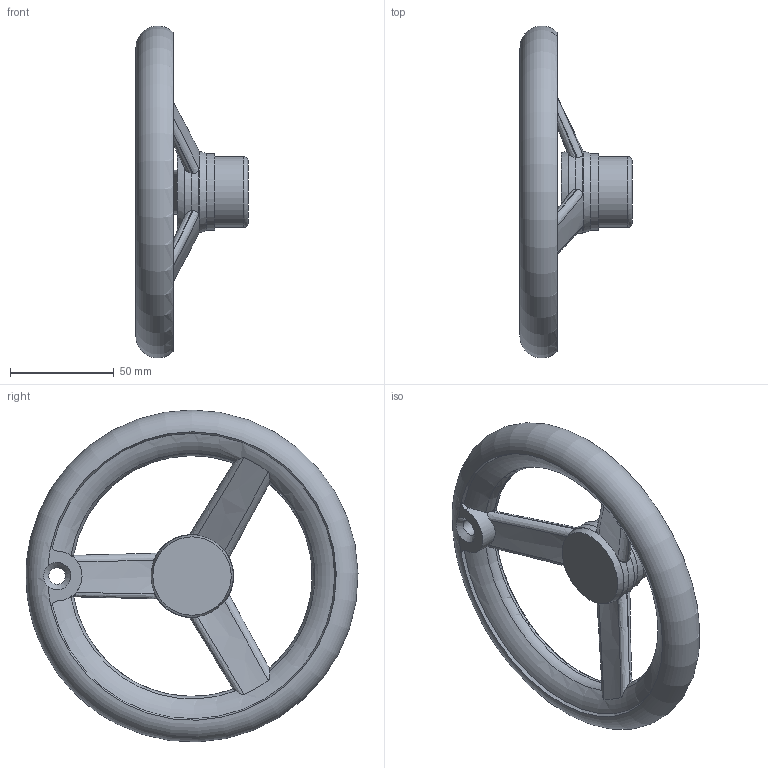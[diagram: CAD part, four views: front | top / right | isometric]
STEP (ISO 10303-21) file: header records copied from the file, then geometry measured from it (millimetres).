
FILE_DESCRIPTION(/* description */ (''),/* implementation_level */ '2;1');
FILE_NAME(/* name */ 'DI_160_N.dxf',/* time_stamp */ '2012-11-23T15:29:23+08:00',/* author */ (''),/* organization */ (''),/* preprocessor_version */ 'ST-DEVELOPER v9',/* originating_system */ 'UGS - NX 4.0',/* authorisation */ '');
FILE_SCHEMA (('CONFIG_CONTROL_DESIGN'));
Length unit declared in the file: millimetre
Products named in the file (1): Admi36CExjfw
Bounding box: 54.02 x 159.96 x 159.93 mm (x, y, z)
Volume: 129032.7 mm3; surface area: 44760.5 mm2
Topology: 1 solids, 1 shells, 122 faces, 349 edges, 219 vertices
Faces by surface type: bspline 31, plane 23, cylinder 23, revolution 15, cone 13, torus 12, extrusion 5
Full cylindrical faces by diameter (mm): 8 x1, 34 x1, 37 x1
Entity records: 5306 total; most frequent: CARTESIAN_POINT 2598, ORIENTED_EDGE 668, DIRECTION 355, EDGE_CURVE 334, B_SPLINE_CURVE_WITH_KNOTS 246, VERTEX_POINT 223, AXIS2_PLACEMENT_3D 160, EDGE_LOOP 141
